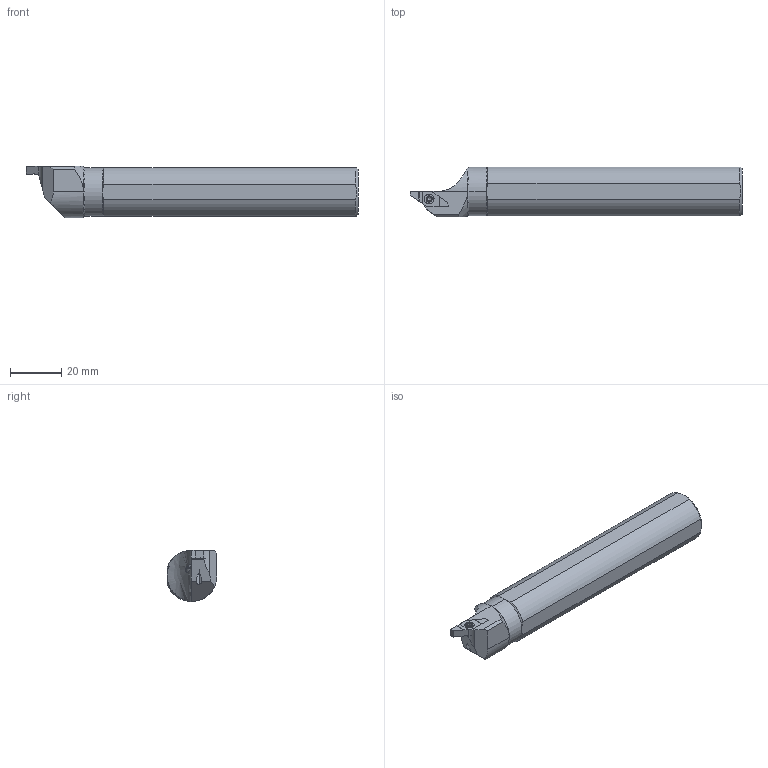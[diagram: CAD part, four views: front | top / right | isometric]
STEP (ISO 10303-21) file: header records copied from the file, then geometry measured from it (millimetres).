
FILE_DESCRIPTION (( 'STEP AP203' ), '1' );
FILE_NAME ('CUT-41-08.step', '2013-07-10T13:13:47', ( '' ), ( '' ), 'SwSTEP 2.0', 'SolidWorks 2013', '' );
FILE_SCHEMA (( 'CONFIG_CONTROL_DESIGN' ));
Length unit declared in the file: millimetre
Products named in the file (4): CUT-41-Vorlage 1600-Kunde_D‚faut; MSP-7_M2,5X6-TX8 CERATIZIT   Schraube; CUT-41-08; CUT-41-Kunde_08
Assembly tree (3 placements, depth 2):
  CUT-41-08
    CUT-41-Kunde_08
    CUT-41-Vorlage 1600-Kunde_D‚faut
    MSP-7_M2,5X6-TX8 CERATIZIT   Schraube
Bounding box: 130 x 19.5 x 20 mm (x, y, z)
Volume: 32157.3 mm3; surface area: 10519.8 mm2
Topology: 3 solids, 3 shells, 112 faces, 275 edges, 168 vertices
Faces by surface type: cylinder 44, plane 31, cone 28, torus 8, bspline 1
Entity records: 3915 total; most frequent: CARTESIAN_POINT 884, DIRECTION 573, ORIENTED_EDGE 542, EDGE_CURVE 271, AXIS2_PLACEMENT_3D 225, VERTEX_POINT 168, LINE 123, VECTOR 123
